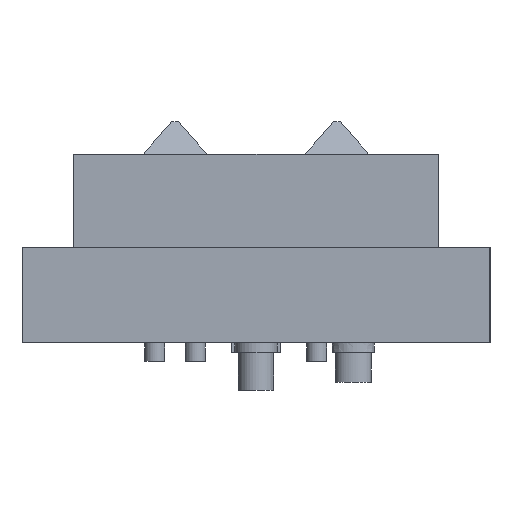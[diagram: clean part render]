
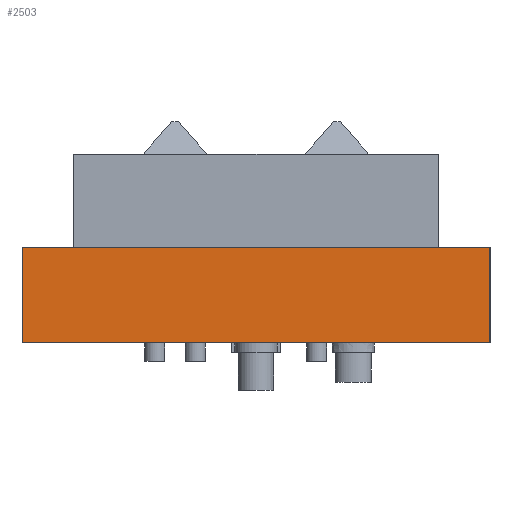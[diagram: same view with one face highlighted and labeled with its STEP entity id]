
A CAD part, left-side view. The second image highlights one B-rep face of the part: STEP entity #2503.
In plain terms, the highlighted planar face has unit normal (-1, 0, 0).
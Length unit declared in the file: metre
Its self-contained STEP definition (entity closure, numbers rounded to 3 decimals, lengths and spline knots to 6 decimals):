
#1745 = EDGE_CURVE( '', #4938, #4970, #4971, .T. );
#1925 = EDGE_CURVE( '', #5270, #4938, #5271, .T. );
#2503 = ADVANCED_FACE( '', ( #6191 ), #6192, .F. );
#3697 = EDGE_CURVE( '', #5270, #7865, #8092, .T. );
#4603 = EDGE_CURVE( '', #7865, #4970, #9312, .T. );
#4938 = VERTEX_POINT( '', #9765 );
#4970 = VERTEX_POINT( '', #9810 );
#4971 = LINE( '', #9811, #9812 );
#5270 = VERTEX_POINT( '', #10214 );
#5271 = LINE( '', #10215, #10216 );
#6191 = FACE_OUTER_BOUND( '', #11439, .T. );
#6192 = PLANE( '', #11440 );
#7865 = VERTEX_POINT( '', #13655 );
#8092 = LINE( '', #13983, #13984 );
#9312 = LINE( '', #15738, #15739 );
#9765 = CARTESIAN_POINT( '', ( -0.028347, -0.007338, 0.003576 ) );
#9810 = CARTESIAN_POINT( '', ( -0.028347, -0.007338, 0.000576 ) );
#9811 = CARTESIAN_POINT( '', ( -0.028347, -0.007338, 0.003576 ) );
#9812 = VECTOR( '', #16031, 1. );
#10214 = CARTESIAN_POINT( '', ( -0.028347, 0.007342, 0.003576 ) );
#10215 = CARTESIAN_POINT( '', ( -0.028347, -0.007338, 0.003576 ) );
#10216 = VECTOR( '', #16376, 1. );
#11439 = EDGE_LOOP( '', ( #17383, #17384, #17385, #17386 ) );
#11440 = AXIS2_PLACEMENT_3D( '', #17387, #17388, #17389 );
#13655 = CARTESIAN_POINT( '', ( -0.028347, 0.007342, 0.000576 ) );
#13983 = CARTESIAN_POINT( '', ( -0.028347, 0.007342, 0.003576 ) );
#13984 = VECTOR( '', #20012, 1. );
#15738 = CARTESIAN_POINT( '', ( -0.028347, -0.007338, 0.000576 ) );
#15739 = VECTOR( '', #21567, 1. );
#16031 = DIRECTION( '', ( 0., 0., -1. ) );
#16376 = DIRECTION( '', ( 0., -1., 0. ) );
#17383 = ORIENTED_EDGE( '', *, *, #4603, .T. );
#17384 = ORIENTED_EDGE( '', *, *, #1745, .F. );
#17385 = ORIENTED_EDGE( '', *, *, #1925, .F. );
#17386 = ORIENTED_EDGE( '', *, *, #3697, .T. );
#17387 = CARTESIAN_POINT( '', ( -0.028347, -0.007338, 0.003576 ) );
#17388 = DIRECTION( '', ( 1., 0., 0. ) );
#17389 = DIRECTION( '', ( 0., 1., 0. ) );
#20012 = DIRECTION( '', ( 0., 0., -1. ) );
#21567 = DIRECTION( '', ( 0., -1., 0. ) );
